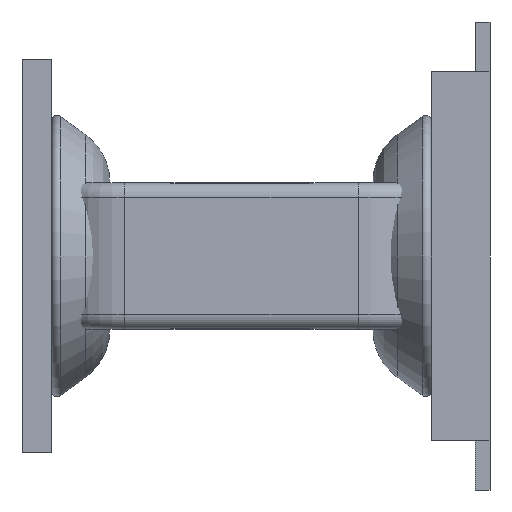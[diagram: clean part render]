
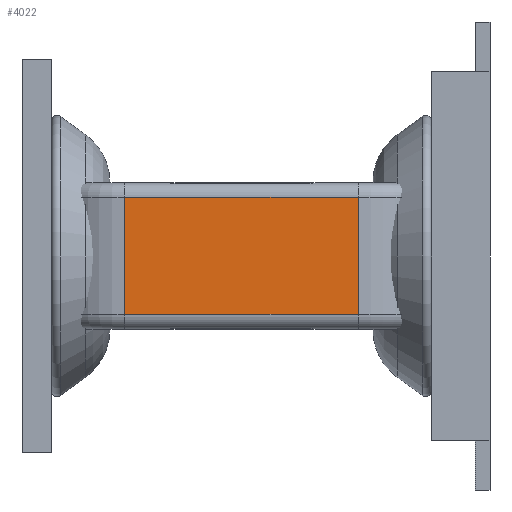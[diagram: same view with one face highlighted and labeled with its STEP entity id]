
A CAD part, left-side view. The second image highlights one B-rep face of the part: STEP entity #4022.
In plain terms, the highlighted planar face has unit normal (-1, 0, 0).
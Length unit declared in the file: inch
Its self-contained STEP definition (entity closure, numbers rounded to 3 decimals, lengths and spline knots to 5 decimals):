
#1 = ORIENTED_EDGE ( 'NONE', *, *, #3860, .T. ) ;
#11 = CARTESIAN_POINT ( 'NONE',  ( -0.04183, 0.125, 0.02 ) ) ;
#72 = VERTEX_POINT ( 'NONE', #3217 ) ;
#82 = CARTESIAN_POINT ( 'NONE',  ( -0.04183, 0.045, 0.025 ) ) ;
#500 = DIRECTION ( 'NONE',  ( 0., 0., -1. ) ) ;
#525 = VECTOR ( 'NONE', #555, 39.37008 ) ;
#555 = DIRECTION ( 'NONE',  ( 0., 1., 0. ) ) ;
#593 = CARTESIAN_POINT ( 'NONE',  ( -0.04183, 0.045, 0.02 ) ) ;
#900 = LINE ( 'NONE', #82, #4386 ) ;
#967 = CARTESIAN_POINT ( 'NONE',  ( -0.04183, 0.125, 0.02 ) ) ;
#1042 = EDGE_CURVE ( 'NONE', #3847, #72, #900, .T. ) ;
#1275 = EDGE_CURVE ( 'NONE', #4167, #3996, #1403, .T. ) ;
#1403 = LINE ( 'NONE', #2471, #1976 ) ;
#1656 = AXIS2_PLACEMENT_3D ( 'NONE', #3982, #4374, #2842 ) ;
#1879 = CARTESIAN_POINT ( 'NONE',  ( -0.04183, 0.045, -0.02 ) ) ;
#1945 = DIRECTION ( 'NONE',  ( 0., -1., 0. ) ) ;
#1976 = VECTOR ( 'NONE', #3223, 39.37008 ) ;
#2149 = LINE ( 'NONE', #1879, #3209 ) ;
#2339 = ORIENTED_EDGE ( 'NONE', *, *, #1042, .F. ) ;
#2379 = FACE_OUTER_BOUND ( 'NONE', #3278, .T. ) ;
#2471 = CARTESIAN_POINT ( 'NONE',  ( -0.04183, 0.125, 0.025 ) ) ;
#2758 = ORIENTED_EDGE ( 'NONE', *, *, #1275, .T. ) ;
#2784 = LINE ( 'NONE', #967, #525 ) ;
#2842 = DIRECTION ( 'NONE',  ( 0., 0., -1. ) ) ;
#3209 = VECTOR ( 'NONE', #1945, 39.37008 ) ;
#3217 = CARTESIAN_POINT ( 'NONE',  ( -0.04183, 0.045, -0.02 ) ) ;
#3223 = DIRECTION ( 'NONE',  ( 0., 0., -1. ) ) ;
#3278 = EDGE_LOOP ( 'NONE', ( #2758, #4432, #2339, #1 ) ) ;
#3590 = PLANE ( 'NONE',  #1656 ) ;
#3847 = VERTEX_POINT ( 'NONE', #593 ) ;
#3860 = EDGE_CURVE ( 'NONE', #3847, #4167, #2784, .T. ) ;
#3982 = CARTESIAN_POINT ( 'NONE',  ( -0.04183, 0.045, 0.025 ) ) ;
#3996 = VERTEX_POINT ( 'NONE', #4017 ) ;
#4017 = CARTESIAN_POINT ( 'NONE',  ( -0.04183, 0.125, -0.02 ) ) ;
#4022 = ADVANCED_FACE ( 'NONE', ( #2379 ), #3590, .F. ) ;
#4167 = VERTEX_POINT ( 'NONE', #11 ) ;
#4267 = EDGE_CURVE ( 'NONE', #3996, #72, #2149, .T. ) ;
#4374 = DIRECTION ( 'NONE',  ( 1., 0., 0. ) ) ;
#4386 = VECTOR ( 'NONE', #500, 39.37008 ) ;
#4432 = ORIENTED_EDGE ( 'NONE', *, *, #4267, .T. ) ;
